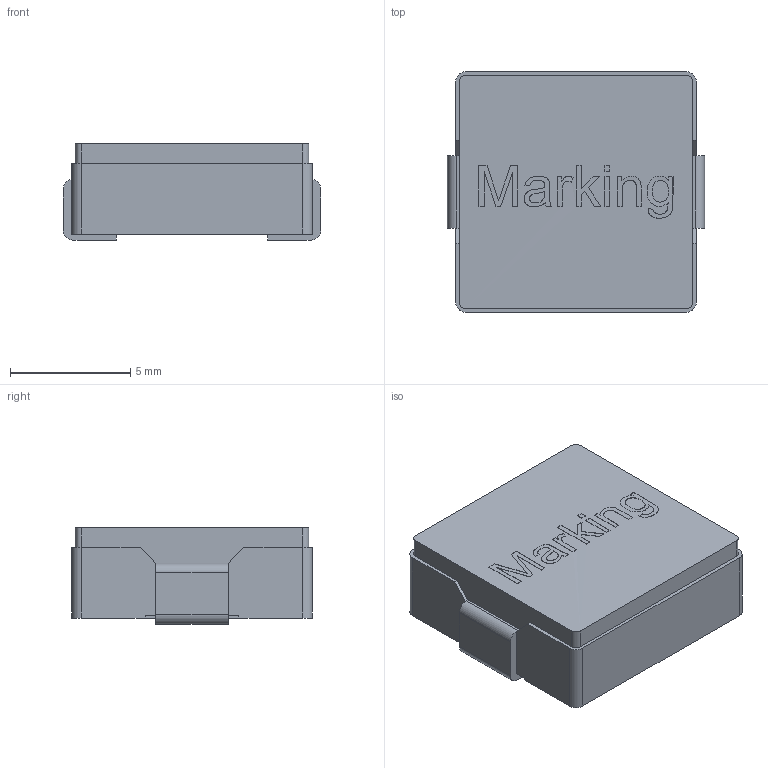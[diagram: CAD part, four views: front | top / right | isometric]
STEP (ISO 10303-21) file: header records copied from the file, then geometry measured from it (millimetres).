
FILE_DESCRIPTION(/* description */ ('Unknown'),/* implementation_level */ '2;1');
FILE_NAME(/* name */ 'L_Wurth_WE-LHCA-1040',/* time_stamp */ '2025-05-19T17:48:31+08:00',/* author */ ('Unknown'),/* organization */ ('Unknown'),/* preprocessor_version */ 'ST-DEVELOPER v19.4',/* originating_system */ 'Solid Edge',/* authorisation */ 'Unknown');
FILE_SCHEMA (('AUTOMOTIVE_DESIGN {1 0 10303 214 3 1 1}'));
Length unit declared in the file: millimetre
Products named in the file (2): L_Wurth_WE-LHCA-1040
Assembly tree (1 placements, depth 2):
  L_Wurth_WE-LHCA-1040
    L_Wurth_WE-LHCA-1040
Bounding box: 10.7 x 10 x 4 mm (x, y, z)
Volume: 375.7 mm3; surface area: 360.3 mm2
Topology: 1 solids, 1 shells, 119 faces, 324 edges, 217 vertices
Faces by surface type: plane 94, cylinder 13, bspline 12
Entity records: 5011 total; most frequent: CARTESIAN_POINT 1382, ORIENTED_EDGE 646, DIRECTION 439, EDGE_CURVE 323, VERTEX_POINT 217, LINE 173, VECTOR 173, AXIS2_PLACEMENT_3D 133
